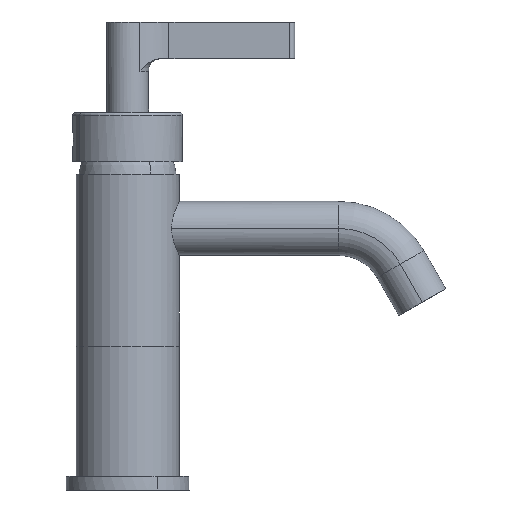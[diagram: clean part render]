
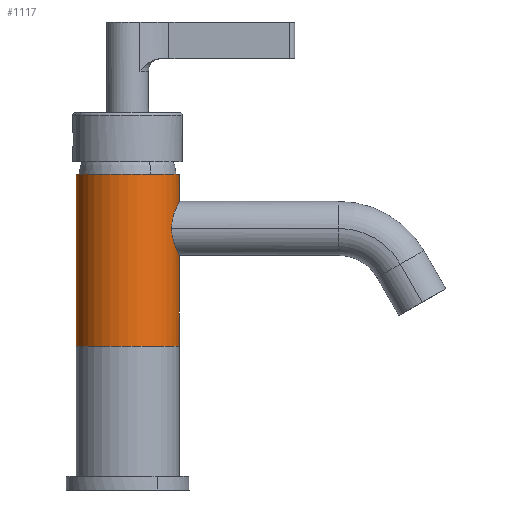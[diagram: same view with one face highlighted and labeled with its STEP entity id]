
A CAD part, front view. The second image highlights one B-rep face of the part: STEP entity #1117.
In plain terms, the highlighted cylindrical face has radius 21 mm (diameter 42 mm), a partial arc.
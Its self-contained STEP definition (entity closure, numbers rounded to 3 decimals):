
#1036=CARTESIAN_POINT('Axis2P3D Location',(0.,0.,61.5)) ;
#1041=CARTESIAN_POINT('Line Origine',(21.,0.,61.5)) ;
#1045=CARTESIAN_POINT('Vertex',(21.,0.,53.)) ;
#1047=CARTESIAN_POINT('Vertex',(21.,0.,90.)) ;
#1051=CARTESIAN_POINT('Control Point',(17.889,-11.,101.)) ;
#1052=CARTESIAN_POINT('Control Point',(17.889,-11.,100.081)) ;
#1053=CARTESIAN_POINT('Control Point',(17.948,-10.904,99.161)) ;
#1054=CARTESIAN_POINT('Control Point',(18.066,-10.712,98.262)) ;
#1055=CARTESIAN_POINT('Control Point',(18.409,-10.128,96.459)) ;
#1056=CARTESIAN_POINT('Control Point',(18.894,-9.193,94.845)) ;
#1057=CARTESIAN_POINT('Control Point',(19.167,-8.62,94.067)) ;
#1058=CARTESIAN_POINT('Control Point',(19.891,-6.918,92.212)) ;
#1059=CARTESIAN_POINT('Control Point',(20.538,-4.729,90.882)) ;
#1060=CARTESIAN_POINT('Control Point',(20.846,-3.217,90.294)) ;
#1061=CARTESIAN_POINT('Control Point',(21.,-1.609,90.)) ;
#1062=CARTESIAN_POINT('Control Point',(21.,0.,90.)) ;
#1063=CARTESIAN_POINT('Vertex',(17.889,-11.,101.)) ;
#1067=CARTESIAN_POINT('Control Point',(17.889,-11.,101.)) ;
#1068=CARTESIAN_POINT('Control Point',(17.889,-11.,101.919)) ;
#1069=CARTESIAN_POINT('Control Point',(17.948,-10.904,102.839)) ;
#1070=CARTESIAN_POINT('Control Point',(18.066,-10.712,103.738)) ;
#1071=CARTESIAN_POINT('Control Point',(18.409,-10.128,105.541)) ;
#1072=CARTESIAN_POINT('Control Point',(18.894,-9.193,107.155)) ;
#1073=CARTESIAN_POINT('Control Point',(19.167,-8.62,107.933)) ;
#1074=CARTESIAN_POINT('Control Point',(19.891,-6.918,109.788)) ;
#1075=CARTESIAN_POINT('Control Point',(20.538,-4.729,111.118)) ;
#1076=CARTESIAN_POINT('Control Point',(20.846,-3.217,111.706)) ;
#1077=CARTESIAN_POINT('Control Point',(21.,-1.609,112.)) ;
#1078=CARTESIAN_POINT('Control Point',(21.,0.,112.)) ;
#1079=CARTESIAN_POINT('Vertex',(21.,0.,112.)) ;
#1082=CARTESIAN_POINT('Line Origine',(21.,0.,61.5)) ;
#1086=CARTESIAN_POINT('Vertex',(21.,0.,123.)) ;
#1089=CARTESIAN_POINT('Axis2P3D Location',(0.,0.,123.)) ;
#1093=CARTESIAN_POINT('Vertex',(-21.,0.,123.)) ;
#1096=CARTESIAN_POINT('Line Origine',(-21.,0.,61.5)) ;
#1100=CARTESIAN_POINT('Vertex',(-21.,0.,53.)) ;
#1103=CARTESIAN_POINT('Axis2P3D Location',(0.,0.,53.)) ;
#1043=VECTOR('Line Direction',#1042,1.) ;
#1084=VECTOR('Line Direction',#1083,1.) ;
#1098=VECTOR('Line Direction',#1097,1.) ;
#1037=DIRECTION('Axis2P3D Direction',(0.,0.,1.)) ;
#1038=DIRECTION('Axis2P3D XDirection',(-1.,0.,0.)) ;
#1042=DIRECTION('Vector Direction',(0.,0.,1.)) ;
#1083=DIRECTION('Vector Direction',(0.,0.,1.)) ;
#1090=DIRECTION('Axis2P3D Direction',(0.,0.,1.)) ;
#1097=DIRECTION('Vector Direction',(0.,0.,1.)) ;
#1104=DIRECTION('Axis2P3D Direction',(0.,0.,1.)) ;
#1039=AXIS2_PLACEMENT_3D('Cylinder Axis2P3D',#1036,#1037,#1038) ;
#1091=AXIS2_PLACEMENT_3D('Circle Axis2P3D',#1089,#1090,$) ;
#1105=AXIS2_PLACEMENT_3D('Circle Axis2P3D',#1103,#1104,$) ;
#1044=LINE('Line',#1041,#1043) ;
#1085=LINE('Line',#1082,#1084) ;
#1099=LINE('Line',#1096,#1098) ;
#1092=CIRCLE('generated circle',#1091,21.) ;
#1106=CIRCLE('generated circle',#1105,21.) ;
#1040=CYLINDRICAL_SURFACE('generated cylinder',#1039,21.) ;
#1049=EDGE_CURVE('',#1046,#1048,#1044,.T.) ;
#1065=EDGE_CURVE('',#1048,#1064,#1050,.F.) ;
#1081=EDGE_CURVE('',#1064,#1080,#1066,.T.) ;
#1088=EDGE_CURVE('',#1080,#1087,#1085,.T.) ;
#1095=EDGE_CURVE('',#1087,#1094,#1092,.F.) ;
#1102=EDGE_CURVE('',#1094,#1101,#1099,.F.) ;
#1107=EDGE_CURVE('',#1101,#1046,#1106,.T.) ;
#1109=ORIENTED_EDGE('',*,*,#1049,.T.) ;
#1110=ORIENTED_EDGE('',*,*,#1065,.T.) ;
#1111=ORIENTED_EDGE('',*,*,#1081,.T.) ;
#1112=ORIENTED_EDGE('',*,*,#1088,.T.) ;
#1113=ORIENTED_EDGE('',*,*,#1095,.T.) ;
#1114=ORIENTED_EDGE('',*,*,#1102,.T.) ;
#1115=ORIENTED_EDGE('',*,*,#1107,.T.) ;
#1108=EDGE_LOOP('',(#1109,#1110,#1111,#1112,#1113,#1114,#1115)) ;
#1046=VERTEX_POINT('',#1045) ;
#1048=VERTEX_POINT('',#1047) ;
#1064=VERTEX_POINT('',#1063) ;
#1080=VERTEX_POINT('',#1079) ;
#1087=VERTEX_POINT('',#1086) ;
#1094=VERTEX_POINT('',#1093) ;
#1101=VERTEX_POINT('',#1100) ;
#1117=ADVANCED_FACE('Superficie.18',(#1116),#1040,.T.) ;
#1050=B_SPLINE_CURVE_WITH_KNOTS('',5,(#1051,#1052,#1053,#1054,#1055,#1056,#1057,#1058,#1059,#1060,#1061,#1062),.UNSPECIFIED.,.F.,.U.,(6,3,3,6),(0.,6.524,13.589,25.005),.UNSPECIFIED.) ;
#1066=B_SPLINE_CURVE_WITH_KNOTS('',5,(#1067,#1068,#1069,#1070,#1071,#1072,#1073,#1074,#1075,#1076,#1077,#1078),.UNSPECIFIED.,.F.,.U.,(6,3,3,6),(0.,6.524,13.589,25.005),.UNSPECIFIED.) ;
#1116=FACE_OUTER_BOUND('',#1108,.T.) ;
